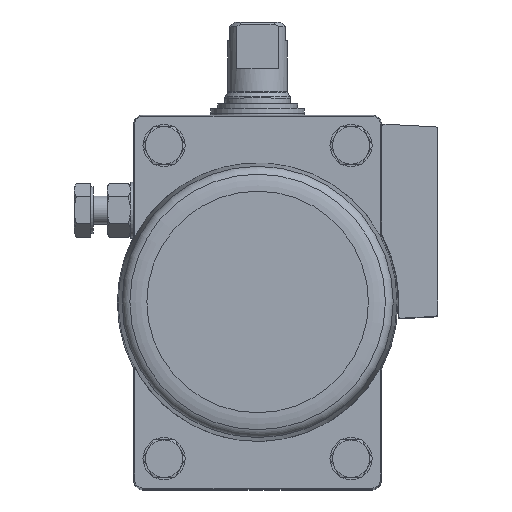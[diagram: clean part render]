
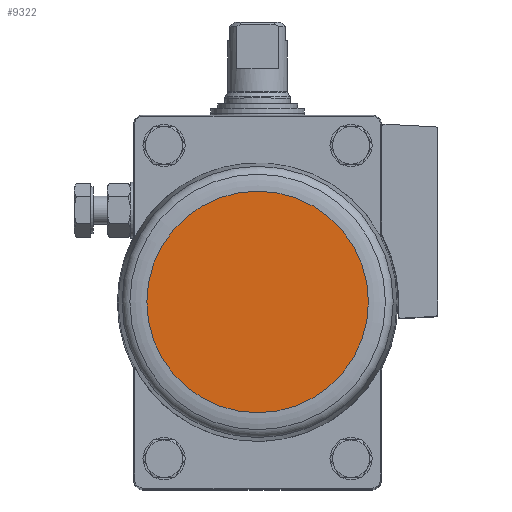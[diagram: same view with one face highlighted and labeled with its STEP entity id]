
A CAD part, top view. The second image highlights one B-rep face of the part: STEP entity #9322.
In plain terms, the highlighted planar face has unit normal (0, 0, 1).
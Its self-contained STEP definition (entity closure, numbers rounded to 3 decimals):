
#3386=ORIENTED_EDGE('',*,*,#5173,.T.);
#5173=EDGE_CURVE('',#6210,#6210,#6779,.T.);
#6210=VERTEX_POINT('',#15569);
#6779=CIRCLE('',#10269,23.7);
#7471=EDGE_LOOP('',(#3386));
#8298=FACE_BOUND('',#7471,.T.);
#8819=PLANE('',#10270);
#9322=ADVANCED_FACE('',(#8298),#8819,.F.);
#10269=AXIS2_PLACEMENT_3D('',#15568,#12414,#12415);
#10270=AXIS2_PLACEMENT_3D('',#15570,#12416,#12417);
#12414=DIRECTION('',(0.,0.,1.));
#12415=DIRECTION('',(1.,0.,0.));
#12416=DIRECTION('',(0.,0.,-1.));
#12417=DIRECTION('',(-1.,0.,0.));
#15568=CARTESIAN_POINT('',(0.,0.,72.85));
#15569=CARTESIAN_POINT('',(23.7,0.,72.85));
#15570=CARTESIAN_POINT('',(23.7,0.,72.85));
